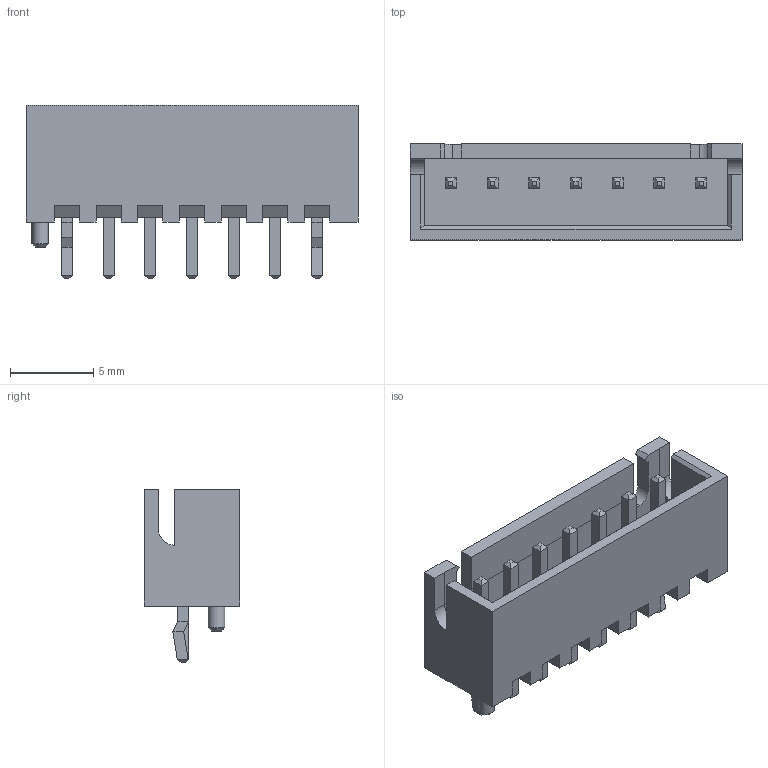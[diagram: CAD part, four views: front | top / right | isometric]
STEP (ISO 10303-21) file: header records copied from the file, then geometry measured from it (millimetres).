
FILE_DESCRIPTION(('FreeCAD Model'),'2;1');
FILE_NAME('JST_XH_B7B_XH_AM_1x07_P2_50mm_Vertical_cp.step','2020-08-28T14:22:57',( 'kicad StepUp'),('ksu MCAD'),'Open CASCADE STEP processor 7.3', 'FreeCAD','Unknown');
FILE_SCHEMA(('AUTOMOTIVE_DESIGN { 1 0 10303 214 1 1 1 1 }'));
Length unit declared in the file: millimetre
Products named in the file (1): JST_XH_B7B_XH_AM_1x07_P2_50mm_Vertical_cp
Bounding box: 19.9 x 5.75 x 10.4 mm (x, y, z)
Volume: 402.9 mm3; surface area: 1021.5 mm2
Topology: 8 solids, 8 shells, 205 faces, 485 edges, 297 vertices
Faces by surface type: plane 199, cylinder 5, cone 1
Full cylindrical faces by diameter (mm): 1 x1
Entity records: 7112 total; most frequent: CARTESIAN_POINT 988, ORIENTED_EDGE 970, DIRECTION 908, EDGE_CURVE 485, LINE 474, VECTOR 474, VERTEX_POINT 297, AXIS2_PLACEMENT_3D 217
